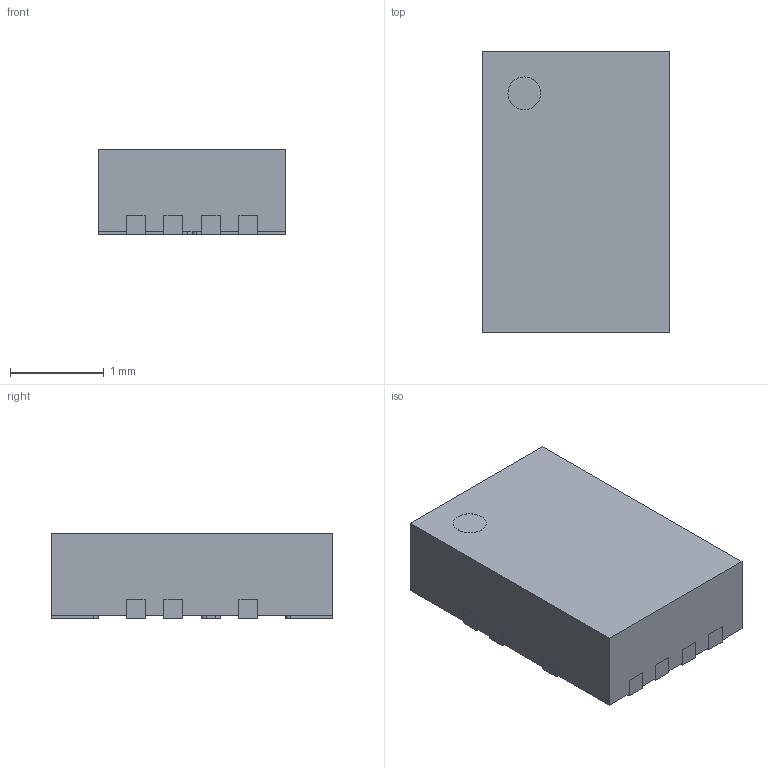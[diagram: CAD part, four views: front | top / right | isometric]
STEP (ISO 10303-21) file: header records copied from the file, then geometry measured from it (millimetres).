
FILE_DESCRIPTION (( 'STEP AP214' ), '1' );
FILE_NAME ('MP2263 (QFN-15, 2x3).STEP', '2022-05-05T18:30:44', ( '' ), ( '' ), 'SwSTEP 2.0', 'SolidWorks 2021', '' );
FILE_SCHEMA (( 'AUTOMOTIVE_DESIGN' ));
Length unit declared in the file: millimetre
Products named in the file (1): MP2263 (QFN-15, 2x3)
Bounding box: 2 x 3 x 0.9 mm (x, y, z)
Volume: 5.3 mm3; surface area: 32 mm2
Topology: 16 solids, 16 shells, 217 faces, 552 edges, 368 vertices
Faces by surface type: plane 159, cylinder 58
Entity records: 6702 total; most frequent: CARTESIAN_POINT 1138, DIRECTION 1104, ORIENTED_EDGE 1104, EDGE_CURVE 552, LINE 436, VECTOR 436, VERTEX_POINT 368, AXIS2_PLACEMENT_3D 334
